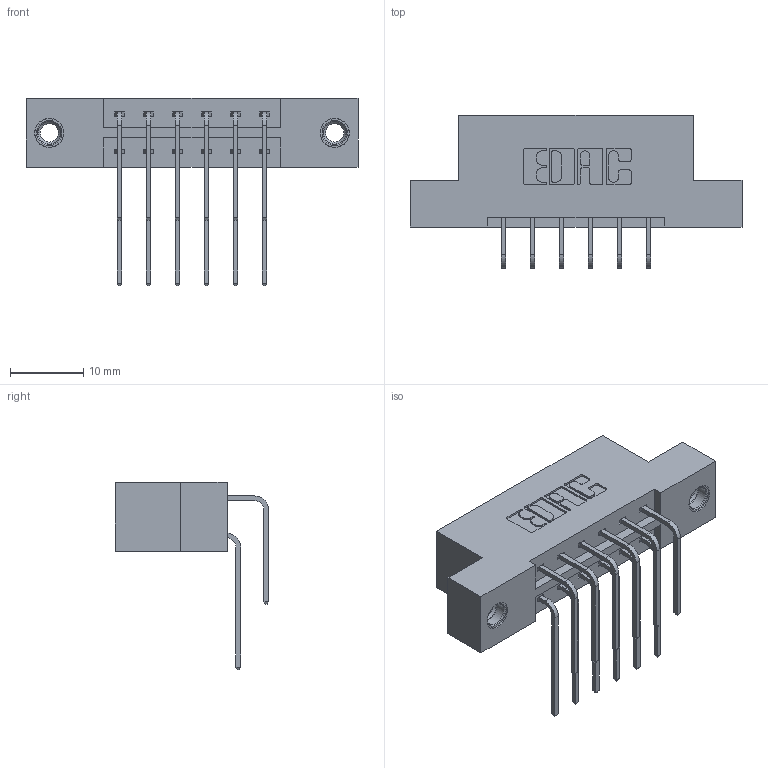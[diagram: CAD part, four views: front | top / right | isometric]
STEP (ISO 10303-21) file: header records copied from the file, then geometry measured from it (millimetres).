
FILE_DESCRIPTION (( 'STEP AP203' ), '1' );
FILE_NAME ('833-012-559-207.STEP', '2020-05-30T23:06:35', ( '' ), ( '' ), 'SwSTEP 2.0', 'SolidWorks 2020', '' );
FILE_SCHEMA (( 'CONFIG_CONTROL_DESIGN' ));
Length unit declared in the file: inch
Products named in the file (5): 833-012-559-207; 833 Part_Flush - .156 Dia - TI; 345-292-001_558 559 Tail - 1; 345-250-001_345-250-005-103; 345-292-001_559 Tail - 2
Assembly tree (15 placements, depth 2):
  833-012-559-207
    833 Part_Flush - .156 Dia - TI
    345-292-001_558 559 Tail - 1  x6
    345-292-001_559 Tail - 2  x6
    345-250-001_345-250-005-103  x2
Bounding box: 45.31 x 20.9 x 25.53 mm (x, y, z)
Volume: 4345.3 mm3; surface area: 5129.3 mm2
Topology: 15 solids, 15 shells, 822 faces, 2379 edges, 1562 vertices
Faces by surface type: plane 558, cylinder 248, cone 12, torus 4
Entity records: 11486 total; most frequent: CARTESIAN_POINT 1980, ORIENTED_EDGE 1858, DIRECTION 1767, EDGE_CURVE 929, VECTOR 741, LINE 741, VERTEX_POINT 612, AXIS2_PLACEMENT_3D 513
